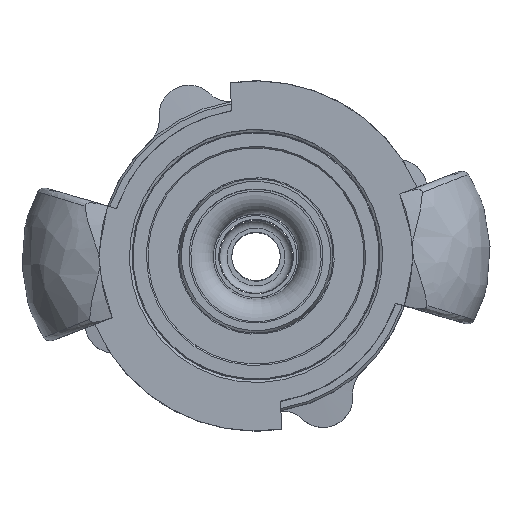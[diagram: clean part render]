
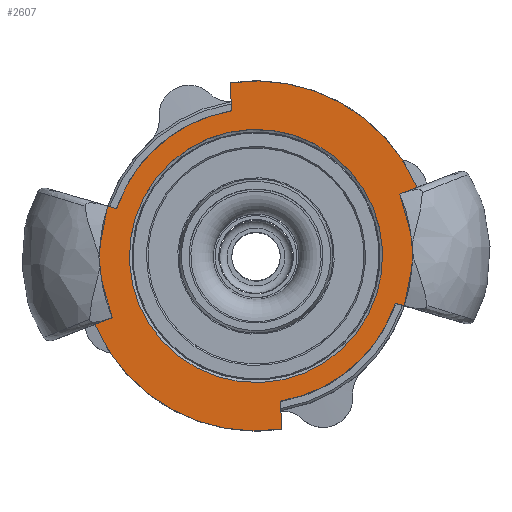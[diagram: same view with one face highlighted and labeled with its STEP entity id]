
A CAD part, top view. The second image highlights one B-rep face of the part: STEP entity #2607.
In plain terms, the highlighted planar face has unit normal (0, 0, 1).
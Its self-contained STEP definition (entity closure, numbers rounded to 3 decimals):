
#216=LINE('',#4563,#335);
#217=LINE('',#4567,#336);
#218=LINE('',#4570,#337);
#219=LINE('',#4572,#338);
#220=LINE('',#4576,#339);
#221=LINE('',#4579,#340);
#335=VECTOR('',#3455,10.);
#336=VECTOR('',#3458,10.);
#337=VECTOR('',#3461,10.);
#338=VECTOR('',#3462,10.);
#339=VECTOR('',#3465,10.);
#340=VECTOR('',#3468,10.);
#440=FACE_BOUND('',#667,.T.);
#512=FACE_OUTER_BOUND('',#666,.T.);
#666=EDGE_LOOP('',(#1955,#1956,#1957,#1958,#1959,#1960,#1961,#1962,#1963,
#1964,#1965,#1966));
#667=EDGE_LOOP('',(#1967,#1968));
#857=CIRCLE('',#2868,17.);
#858=CIRCLE('',#2869,17.);
#867=CIRCLE('',#2881,19.75);
#870=CIRCLE('',#2885,19.75);
#873=CIRCLE('',#2890,25.5);
#874=CIRCLE('',#2891,23.497);
#875=CIRCLE('',#2892,25.5);
#876=CIRCLE('',#2893,23.5);
#1049=VERTEX_POINT('',#4110);
#1050=VERTEX_POINT('',#4111);
#1073=VERTEX_POINT('',#4447);
#1074=VERTEX_POINT('',#4449);
#1080=VERTEX_POINT('',#4497);
#1081=VERTEX_POINT('',#4499);
#1088=VERTEX_POINT('',#4562);
#1089=VERTEX_POINT('',#4564);
#1090=VERTEX_POINT('',#4566);
#1091=VERTEX_POINT('',#4568);
#1092=VERTEX_POINT('',#4571);
#1093=VERTEX_POINT('',#4573);
#1094=VERTEX_POINT('',#4575);
#1095=VERTEX_POINT('',#4577);
#1362=EDGE_CURVE('',#1049,#1050,#857,.T.);
#1363=EDGE_CURVE('',#1050,#1049,#858,.T.);
#1392=EDGE_CURVE('',#1073,#1074,#867,.T.);
#1400=EDGE_CURVE('',#1080,#1081,#870,.T.);
#1408=EDGE_CURVE('',#1088,#1080,#216,.T.);
#1409=EDGE_CURVE('',#1089,#1088,#873,.T.);
#1410=EDGE_CURVE('',#1090,#1089,#217,.T.);
#1411=EDGE_CURVE('',#1090,#1091,#874,.T.);
#1412=EDGE_CURVE('',#1091,#1074,#218,.T.);
#1413=EDGE_CURVE('',#1092,#1073,#219,.T.);
#1414=EDGE_CURVE('',#1093,#1092,#875,.T.);
#1415=EDGE_CURVE('',#1094,#1093,#220,.T.);
#1416=EDGE_CURVE('',#1094,#1095,#876,.T.);
#1417=EDGE_CURVE('',#1095,#1081,#221,.T.);
#1955=ORIENTED_EDGE('',*,*,#1408,.F.);
#1956=ORIENTED_EDGE('',*,*,#1409,.F.);
#1957=ORIENTED_EDGE('',*,*,#1410,.F.);
#1958=ORIENTED_EDGE('',*,*,#1411,.T.);
#1959=ORIENTED_EDGE('',*,*,#1412,.T.);
#1960=ORIENTED_EDGE('',*,*,#1392,.F.);
#1961=ORIENTED_EDGE('',*,*,#1413,.F.);
#1962=ORIENTED_EDGE('',*,*,#1414,.F.);
#1963=ORIENTED_EDGE('',*,*,#1415,.F.);
#1964=ORIENTED_EDGE('',*,*,#1416,.T.);
#1965=ORIENTED_EDGE('',*,*,#1417,.T.);
#1966=ORIENTED_EDGE('',*,*,#1400,.F.);
#1967=ORIENTED_EDGE('',*,*,#1362,.T.);
#1968=ORIENTED_EDGE('',*,*,#1363,.T.);
#2383=PLANE('',#2889);
#2607=ADVANCED_FACE('',(#512,#440),#2383,.F.);
#2868=AXIS2_PLACEMENT_3D('',#4112,#3403,#3404);
#2869=AXIS2_PLACEMENT_3D('',#4113,#3405,#3406);
#2881=AXIS2_PLACEMENT_3D('',#4450,#3432,#3433);
#2885=AXIS2_PLACEMENT_3D('',#4500,#3443,#3444);
#2889=AXIS2_PLACEMENT_3D('',#4561,#3453,#3454);
#2890=AXIS2_PLACEMENT_3D('',#4565,#3456,#3457);
#2891=AXIS2_PLACEMENT_3D('',#4569,#3459,#3460);
#2892=AXIS2_PLACEMENT_3D('',#4574,#3463,#3464);
#2893=AXIS2_PLACEMENT_3D('',#4578,#3466,#3467);
#3403=DIRECTION('center_axis',(0.,0.,
-1.));
#3404=DIRECTION('ref_axis',(-0.999,-0.041,0.));
#3405=DIRECTION('center_axis',(0.,0.,
-1.));
#3406=DIRECTION('ref_axis',(-0.999,-0.041,0.));
#3432=DIRECTION('center_axis',(0.,0.,
-1.));
#3433=DIRECTION('ref_axis',(0.999,0.041,0.));
#3443=DIRECTION('center_axis',(0.,0.,
-1.));
#3444=DIRECTION('ref_axis',(0.999,0.041,0.));
#3453=DIRECTION('center_axis',(0.,0.,
-1.));
#3454=DIRECTION('ref_axis',(0.999,0.041,0.));
#3455=DIRECTION('',(0.96,-0.28,0.));
#3456=DIRECTION('center_axis',(0.,0.,
-1.));
#3457=DIRECTION('ref_axis',(-0.041,0.999,0.));
#3458=DIRECTION('',(-0.934,-0.357,0.));
#3459=DIRECTION('center_axis',(0.,0.,
1.));
#3460=DIRECTION('ref_axis',(-0.92,-0.391,0.));
#3461=DIRECTION('',(-0.041,0.999,0.));
#3462=DIRECTION('',(-0.96,0.28,0.));
#3463=DIRECTION('center_axis',(0.,0.,
-1.));
#3464=DIRECTION('ref_axis',(-0.041,0.999,0.));
#3465=DIRECTION('',(0.934,0.357,0.));
#3466=DIRECTION('center_axis',(0.,0.,
1.));
#3467=DIRECTION('ref_axis',(0.92,0.391,0.));
#3468=DIRECTION('',(0.041,-0.999,0.));
#4110=CARTESIAN_POINT('',(80.233,-44.906,-89.588));
#4111=CARTESIAN_POINT('',(114.205,-43.523,-89.588));
#4112=CARTESIAN_POINT('Origin',(97.219,-44.215,-89.588));
#4113=CARTESIAN_POINT('Origin',(97.219,-44.215,-89.588));
#4447=CARTESIAN_POINT('',(115.922,-50.56,-89.588));
#4449=CARTESIAN_POINT('',(100.514,-63.688,-89.588));
#4450=CARTESIAN_POINT('Origin',(97.219,-44.215,-89.588));
#4497=CARTESIAN_POINT('',(78.516,-37.87,-89.588));
#4499=CARTESIAN_POINT('',(93.925,-24.742,-89.588));
#4500=CARTESIAN_POINT('Origin',(97.219,-44.215,-89.588));
#4561=CARTESIAN_POINT('Origin',(96.701,-31.475,-89.588));
#4562=CARTESIAN_POINT('',(72.993,-36.256,-89.588));
#4563=CARTESIAN_POINT('',(80.922,-38.572,-89.588));
#4564=CARTESIAN_POINT('',(73.72,-54.116,-89.588));
#4565=CARTESIAN_POINT('Origin',(97.219,-44.215,-89.588));
#4566=CARTESIAN_POINT('',(75.591,-53.4,-89.588));
#4567=CARTESIAN_POINT('',(90.208,-47.805,-89.588));
#4568=CARTESIAN_POINT('',(100.668,-67.458,-89.588));
#4569=CARTESIAN_POINT('Origin',(97.219,-44.215,-89.588));
#4570=CARTESIAN_POINT('',(99.717,-44.113,-89.588));
#4571=CARTESIAN_POINT('',(121.446,-52.173,-89.588));
#4572=CARTESIAN_POINT('',(109.61,-48.716,-89.588));
#4573=CARTESIAN_POINT('',(120.719,-34.313,-89.588));
#4574=CARTESIAN_POINT('Origin',(97.219,-44.215,-89.588));
#4575=CARTESIAN_POINT('',(118.85,-35.029,-89.588));
#4576=CARTESIAN_POINT('',(108.031,-39.17,-89.588));
#4577=CARTESIAN_POINT('',(93.771,-20.969,-89.588));
#4578=CARTESIAN_POINT('Origin',(97.219,-44.215,-89.588));
#4579=CARTESIAN_POINT('',(94.721,-44.316,-89.588));
